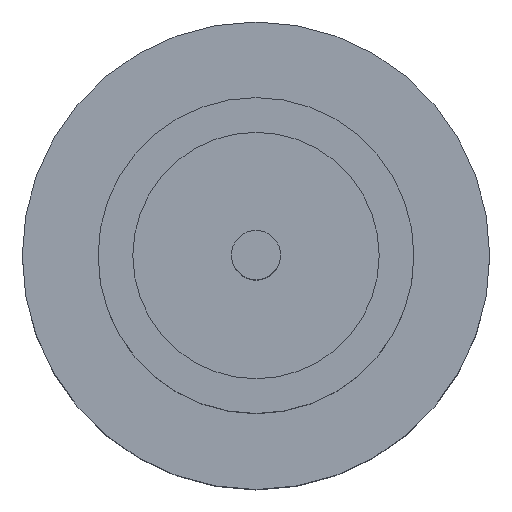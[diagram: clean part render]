
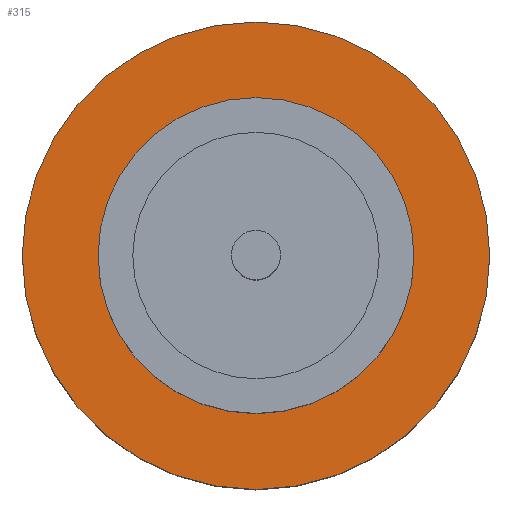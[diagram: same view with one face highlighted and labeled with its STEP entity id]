
A CAD part, top view. The second image highlights one B-rep face of the part: STEP entity #315.
In plain terms, the highlighted planar face has unit normal (0, 0, 1).
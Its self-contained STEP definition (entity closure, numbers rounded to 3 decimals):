
#28 = DIRECTION ( 'NONE',  ( 0., 0., 1. ) ) ;
#48 = ORIENTED_EDGE ( 'NONE', *, *, #477, .T. ) ;
#63 = DIRECTION ( 'NONE',  ( 0., 0., 1. ) ) ;
#72 = CARTESIAN_POINT ( 'NONE',  ( 0., 0., 1.55 ) ) ;
#75 = ORIENTED_EDGE ( 'NONE', *, *, #367, .F. ) ;
#83 = ORIENTED_EDGE ( 'NONE', *, *, #783, .F. ) ;
#133 = VERTEX_POINT ( 'NONE', #812 ) ;
#206 = VERTEX_POINT ( 'NONE', #480 ) ;
#245 = CARTESIAN_POINT ( 'NONE',  ( 1.85, 0., 1.55 ) ) ;
#265 = AXIS2_PLACEMENT_3D ( 'NONE', #388, #524, #326 ) ;
#295 = DIRECTION ( 'NONE',  ( 1., 0., 0. ) ) ;
#315 = ADVANCED_FACE ( 'NONE', ( #749, #549 ), #390, .T. ) ;
#326 = DIRECTION ( 'NONE',  ( 1., 0., 0. ) ) ;
#331 = AXIS2_PLACEMENT_3D ( 'NONE', #504, #501, #634 ) ;
#349 = AXIS2_PLACEMENT_3D ( 'NONE', #690, #28, #295 ) ;
#351 = CARTESIAN_POINT ( 'NONE',  ( -1.25, 0., 1.55 ) ) ;
#362 = CIRCLE ( 'NONE', #349, 1.25 ) ;
#367 = EDGE_CURVE ( 'NONE', #206, #840, #703, .T. ) ;
#372 = CIRCLE ( 'NONE', #468, 1.85 ) ;
#374 = AXIS2_PLACEMENT_3D ( 'NONE', #382, #63, #848 ) ;
#382 = CARTESIAN_POINT ( 'NONE',  ( 0., 0., 1.55 ) ) ;
#388 = CARTESIAN_POINT ( 'NONE',  ( 0., 0., 1.55 ) ) ;
#390 = PLANE ( 'NONE',  #374 ) ;
#454 = DIRECTION ( 'NONE',  ( 1., 0., 0. ) ) ;
#457 = DIRECTION ( 'NONE',  ( 0., 0., 1. ) ) ;
#462 = EDGE_LOOP ( 'NONE', ( #75, #83 ) ) ;
#468 = AXIS2_PLACEMENT_3D ( 'NONE', #72, #457, #454 ) ;
#477 = EDGE_CURVE ( 'NONE', #133, #521, #789, .T. ) ;
#480 = CARTESIAN_POINT ( 'NONE',  ( 1.25, 0., 1.55 ) ) ;
#501 = DIRECTION ( 'NONE',  ( 0., 0., 1. ) ) ;
#504 = CARTESIAN_POINT ( 'NONE',  ( 0., 0., 1.55 ) ) ;
#521 = VERTEX_POINT ( 'NONE', #245 ) ;
#524 = DIRECTION ( 'NONE',  ( 0., 0., 1. ) ) ;
#549 = FACE_OUTER_BOUND ( 'NONE', #820, .T. ) ;
#594 = EDGE_CURVE ( 'NONE', #521, #133, #372, .T. ) ;
#601 = ORIENTED_EDGE ( 'NONE', *, *, #594, .T. ) ;
#634 = DIRECTION ( 'NONE',  ( 1., 0., 0. ) ) ;
#690 = CARTESIAN_POINT ( 'NONE',  ( 0., 0., 1.55 ) ) ;
#703 = CIRCLE ( 'NONE', #265, 1.25 ) ;
#749 = FACE_BOUND ( 'NONE', #462, .T. ) ;
#783 = EDGE_CURVE ( 'NONE', #840, #206, #362, .T. ) ;
#789 = CIRCLE ( 'NONE', #331, 1.85 ) ;
#812 = CARTESIAN_POINT ( 'NONE',  ( -1.85, 0., 1.55 ) ) ;
#820 = EDGE_LOOP ( 'NONE', ( #48, #601 ) ) ;
#840 = VERTEX_POINT ( 'NONE', #351 ) ;
#848 = DIRECTION ( 'NONE',  ( 1., 0., 0. ) ) ;
